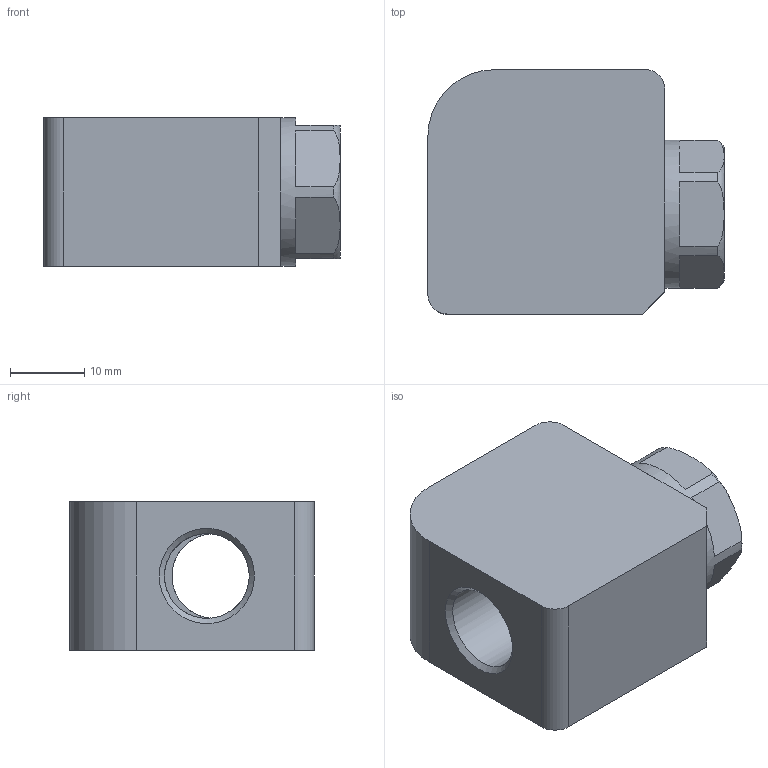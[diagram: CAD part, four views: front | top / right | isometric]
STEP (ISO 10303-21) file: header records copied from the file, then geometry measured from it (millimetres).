
FILE_DESCRIPTION((''),'2;1');
FILE_NAME('SVXA2 B2B2 OV.stp','2013-03-11T17:59:04',('LUIGI'),(''),'Autodesk Inventor 2013','Autodesk Inventor 2013','');
FILE_SCHEMA(('AUTOMOTIVE_DESIGN { 1 0 10303 214 1 1 1 1 }'));
Length unit declared in the file: millimetre
Products named in the file (1): SVXA2 B2B2 OV
Bounding box: 40 x 33 x 20 mm (x, y, z)
Volume: 17270.2 mm3; surface area: 6533 mm2
Topology: 1 solids, 1 shells, 43 faces, 117 edges, 74 vertices
Faces by surface type: plane 25, cylinder 9, torus 6, cone 3
Full cylindrical faces by diameter (mm): 11.445 x3, 20 x1
Entity records: 1371 total; most frequent: CARTESIAN_POINT 306, DIRECTION 223, ORIENTED_EDGE 208, EDGE_CURVE 104, AXIS2_PLACEMENT_3D 88, VERTEX_POINT 69, EDGE_LOOP 53, VECTOR 47
